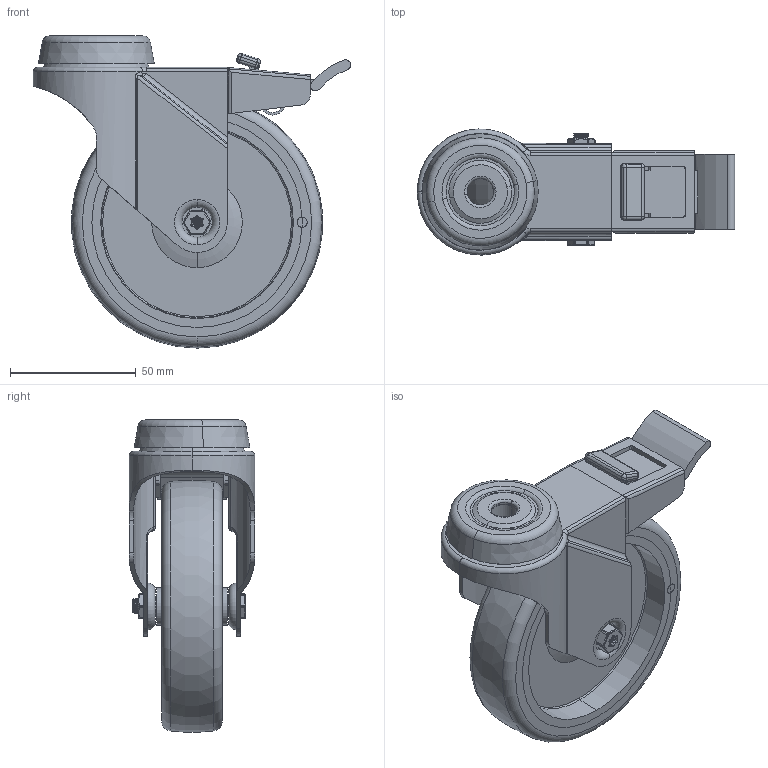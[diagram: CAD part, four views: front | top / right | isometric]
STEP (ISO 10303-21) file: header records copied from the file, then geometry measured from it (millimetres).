
FILE_DESCRIPTION(('STEP AP203'),'1');
FILE_NAME('BZRA100GRECBH10SWB.STEP','2023-06-08T15:51:27',(' '),(' '),'Spatial InterOp 3D',' ',' ');
FILE_SCHEMA(('CONFIG_CONTROL_DESIGN'));
Length unit declared in the file: metre
Products named in the file (18): BZRA100ASBH10SWB; ZINC PLATED PRESSED STEEL HEAD; ZINC PLATED PRESSED STEEL FORKS; ZINC PLATED PRESSED STEEL BRAKE; NYLON BRAKE PEDAL; BRAKE PAD; BZRA100GRECBH10SWB; 85 SHORE A ELECTRICALLY CONDUCTIVE RUBBER; 85 SHORE A ELECTRICALLY CONDUCTIVE RUBBER Geometry; SPOT; BZL100WGREC; POLYPROPYLENE RIM; TUBEM8X30; ZINC PLATED AXLE TUBE; BOLTBZRA6MM; ZINC PLATED AXLE BOLT; NM6GR8HALFGR8; ZINC PLATED LOCKING NUT
Assembly tree (17 placements, depth 4):
  BZRA100GRECBH10SWB
    BZRA100ASBH10SWB
      ZINC PLATED PRESSED STEEL HEAD
      ZINC PLATED PRESSED STEEL FORKS
      ZINC PLATED PRESSED STEEL BRAKE
      NYLON BRAKE PEDAL
      BRAKE PAD
    BZL100WGREC
      85 SHORE A ELECTRICALLY CONDUCTIVE RUBBER
        85 SHORE A ELECTRICALLY CONDUCTIVE RUBBER Geometry
        SPOT
      POLYPROPYLENE RIM
    TUBEM8X30
      ZINC PLATED AXLE TUBE
    BOLTBZRA6MM
      ZINC PLATED AXLE BOLT
    NM6GR8HALFGR8
      ZINC PLATED LOCKING NUT
Bounding box: 126 x 50 x 123.94 mm (x, y, z)
Volume: 140932.3 mm3; surface area: 85444.2 mm2
Topology: 11 solids, 11 shells, 640 faces, 1633 edges, 1017 vertices
Faces by surface type: cylinder 260, plane 204, torus 82, cone 40, bspline 36, sphere 18
Entity records: 37967 total; most frequent: CARTESIAN_POINT 21430, DIRECTION 3443, ORIENTED_EDGE 3234, EDGE_CURVE 1617, AXIS2_PLACEMENT_3D 1370, VERTEX_POINT 1017, LINE 703, VECTOR 703
